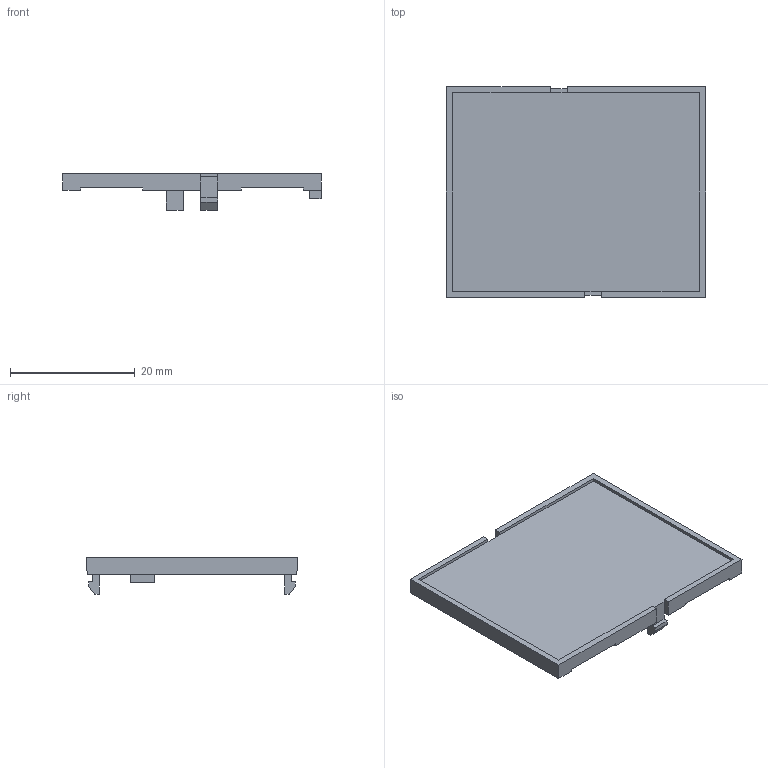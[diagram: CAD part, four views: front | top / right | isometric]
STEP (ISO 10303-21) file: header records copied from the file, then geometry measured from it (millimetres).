
FILE_DESCRIPTION (( 'STEP AP203' ), '1' );
FILE_NAME ('449-320-01.STEP', '2021-08-24T14:16:55', ( '' ), ( '' ), 'SwSTEP 2.0', 'SolidWorks 2018', '' );
FILE_SCHEMA (( 'CONFIG_CONTROL_DESIGN' ));
Length unit declared in the file: millimetre
Products named in the file (1): 449-320-01
Bounding box: 41.6 x 33.8 x 5.9 mm (x, y, z)
Volume: 2612.1 mm3; surface area: 3394.1 mm2
Topology: 2 solids, 2 shells, 67 faces, 181 edges, 118 vertices
Faces by surface type: plane 63, cylinder 4
Entity records: 2138 total; most frequent: CARTESIAN_POINT 367, ORIENTED_EDGE 362, DIRECTION 329, EDGE_CURVE 181, VECTOR 169, LINE 169, VERTEX_POINT 118, AXIS2_PLACEMENT_3D 80
